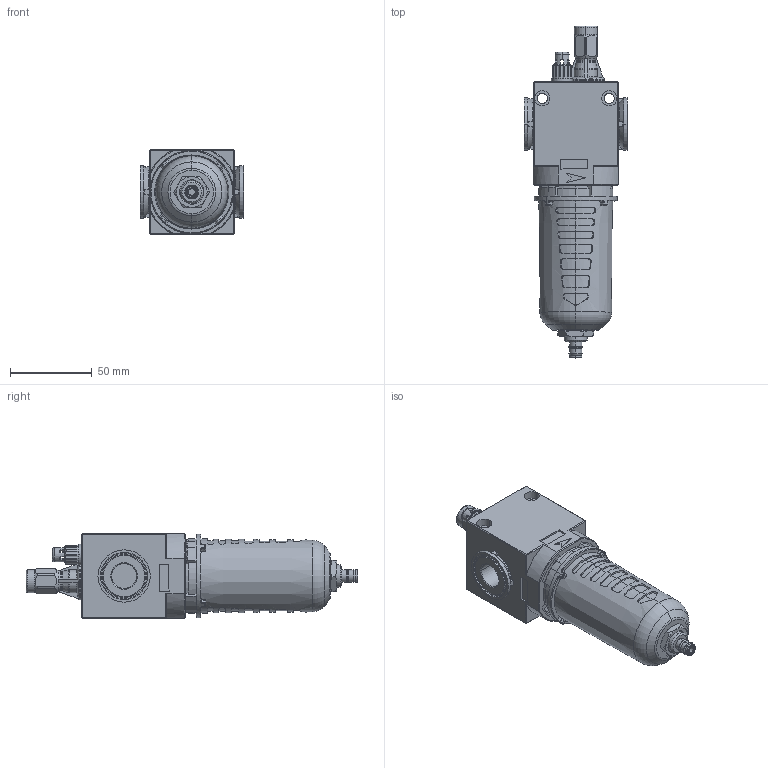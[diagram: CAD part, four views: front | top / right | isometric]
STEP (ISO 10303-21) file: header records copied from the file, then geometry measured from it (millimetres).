
FILE_DESCRIPTION(('STEP AP214'),'1');
FILE_NAME('050 L 38 PE VL.stp','2021-06-16T14:37:10',(' '),(' '),'Spatial InterOp 3D',' ',' ');
FILE_SCHEMA(('AUTOMOTIVE_DESIGN { 1 0 10303 214 1 1 1 1 }'));
Length unit declared in the file: metre
Products named in the file (1): Volume
Bounding box: 63.3 x 203.4 x 52.1 mm (x, y, z)
Volume: 312505.5 mm3; surface area: 40306.4 mm2
Topology: 1 solids, 1 shells, 664 faces, 1716 edges, 1079 vertices
Faces by surface type: plane 192, cylinder 150, cone 146, bspline 106, torus 64, extrusion 4, sphere 2
Entity records: 24901 total; most frequent: CARTESIAN_POINT 9227, ORIENTED_EDGE 3428, DIRECTION 3084, EDGE_CURVE 1714, AXIS2_PLACEMENT_3D 1182, VERTEX_POINT 1079, VECTOR 720, LINE 716
